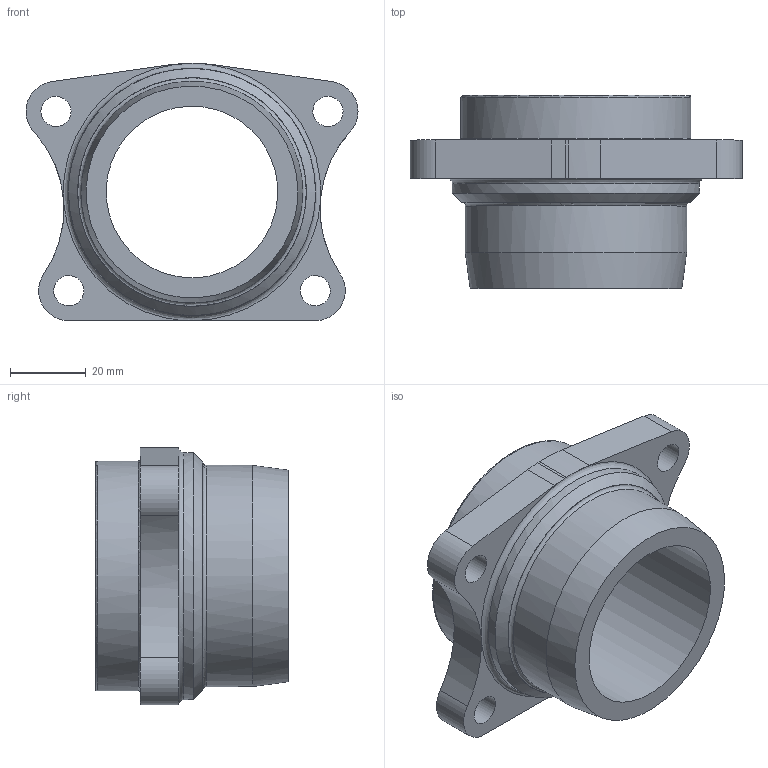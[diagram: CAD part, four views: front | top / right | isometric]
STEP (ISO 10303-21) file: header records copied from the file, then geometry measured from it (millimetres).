
FILE_DESCRIPTION(('FreeCAD Model'),'2;1');
FILE_NAME('Open CASCADE Shape Model','2025-04-17T06:24:55',('FreeCAD'),( 'FreeCAD'),'Open CASCADE STEP processor 7.6','FreeCAD','Unknown');
FILE_SCHEMA(('AUTOMOTIVE_DESIGN { 1 0 10303 214 1 1 1 1 }'));
Length unit declared in the file: millimetre
Products named in the file (1): Open CASCADE STEP translator 7.6 1
Bounding box: 87.44 x 50.81 x 67.81 mm (x, y, z)
Volume: 78273.5 mm3; surface area: 24413.6 mm2
Topology: 1 solids, 1 shells, 37 faces, 92 edges, 60 vertices
Faces by surface type: bspline 37
Entity records: 1385 total; most frequent: CARTESIAN_POINT 848, ORIENTED_EDGE 184, EDGE_CURVE 92, VERTEX_POINT 60, FACE_BOUND 50, EDGE_LOOP 50, ADVANCED_FACE 37, B_SPLINE_CURVE_WITH_KNOTS 34
